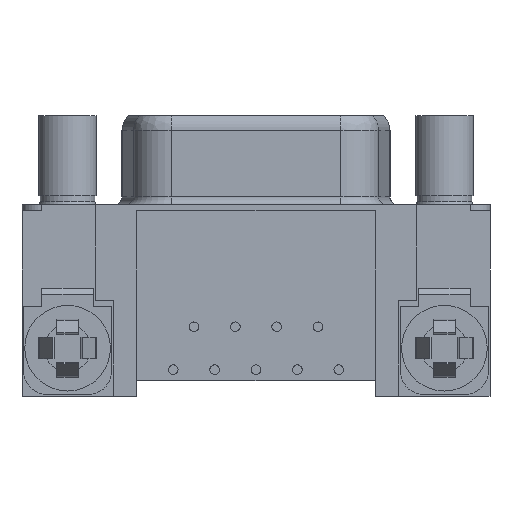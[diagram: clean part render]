
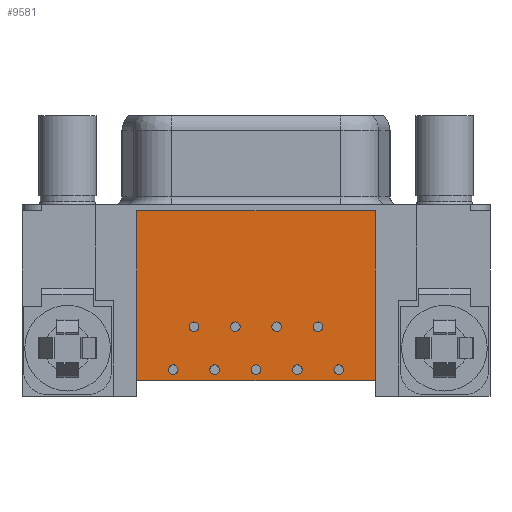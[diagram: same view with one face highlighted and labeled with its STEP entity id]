
A CAD part, front view. The second image highlights one B-rep face of the part: STEP entity #9581.
In plain terms, the highlighted planar face has unit normal (0, -1, 0).
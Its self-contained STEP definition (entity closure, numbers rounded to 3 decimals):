
#1729=DIRECTION('',(1.,0.,0.));
#1730=VECTOR('',#1729,15.799);
#1731=CARTESIAN_POINT('',(-7.899,-5.207,-17.587));
#1732=LINE('',#1731,#1730);
#1733=DIRECTION('',(0.,0.,-1.));
#1734=VECTOR('',#1733,11.278);
#1735=CARTESIAN_POINT('',(-7.899,-5.207,-6.309));
#1736=LINE('',#1735,#1734);
#1737=DIRECTION('',(-1.,0.,0.));
#1738=VECTOR('',#1737,15.799);
#1739=CARTESIAN_POINT('',(7.899,-5.207,-6.309));
#1740=LINE('',#1739,#1738);
#1741=DIRECTION('',(0.,0.,1.));
#1742=VECTOR('',#1741,11.278);
#1743=CARTESIAN_POINT('',(7.899,-5.207,-17.587));
#1744=LINE('',#1743,#1742);
#1745=CARTESIAN_POINT('',(-5.486,-5.207,-16.84));
#1746=DIRECTION('',(0.,-1.,0.));
#1747=DIRECTION('',(1.,0.,0.));
#1748=AXIS2_PLACEMENT_3D('',#1745,#1746,#1747);
#1750=CARTESIAN_POINT('',(-5.486,-5.207,-16.84));
#1751=DIRECTION('',(0.,-1.,0.));
#1752=DIRECTION('',(-1.,0.,0.));
#1753=AXIS2_PLACEMENT_3D('',#1750,#1751,#1752);
#1755=CARTESIAN_POINT('',(-2.743,-5.207,-16.84));
#1756=DIRECTION('',(0.,-1.,0.));
#1757=DIRECTION('',(1.,0.,0.));
#1758=AXIS2_PLACEMENT_3D('',#1755,#1756,#1757);
#1760=CARTESIAN_POINT('',(-2.743,-5.207,-16.84));
#1761=DIRECTION('',(0.,-1.,0.));
#1762=DIRECTION('',(-1.,0.,0.));
#1763=AXIS2_PLACEMENT_3D('',#1760,#1761,#1762);
#1765=CARTESIAN_POINT('',(0.,-5.207,-16.84));
#1766=DIRECTION('',(0.,-1.,0.));
#1767=DIRECTION('',(1.,0.,0.));
#1768=AXIS2_PLACEMENT_3D('',#1765,#1766,#1767);
#1770=CARTESIAN_POINT('',(0.,-5.207,-16.84));
#1771=DIRECTION('',(0.,-1.,0.));
#1772=DIRECTION('',(-1.,0.,0.));
#1773=AXIS2_PLACEMENT_3D('',#1770,#1771,#1772);
#1775=CARTESIAN_POINT('',(2.743,-5.207,-16.84));
#1776=DIRECTION('',(0.,-1.,0.));
#1777=DIRECTION('',(1.,0.,0.));
#1778=AXIS2_PLACEMENT_3D('',#1775,#1776,#1777);
#1780=CARTESIAN_POINT('',(2.743,-5.207,-16.84));
#1781=DIRECTION('',(0.,-1.,0.));
#1782=DIRECTION('',(-1.,0.,0.));
#1783=AXIS2_PLACEMENT_3D('',#1780,#1781,#1782);
#1785=CARTESIAN_POINT('',(5.486,-5.207,-16.84));
#1786=DIRECTION('',(0.,-1.,0.));
#1787=DIRECTION('',(1.,0.,0.));
#1788=AXIS2_PLACEMENT_3D('',#1785,#1786,#1787);
#1790=CARTESIAN_POINT('',(5.486,-5.207,-16.84));
#1791=DIRECTION('',(0.,-1.,0.));
#1792=DIRECTION('',(-1.,0.,0.));
#1793=AXIS2_PLACEMENT_3D('',#1790,#1791,#1792);
#1795=CARTESIAN_POINT('',(-4.115,-5.207,-13.995));
#1796=DIRECTION('',(0.,-1.,0.));
#1797=DIRECTION('',(1.,0.,0.));
#1798=AXIS2_PLACEMENT_3D('',#1795,#1796,#1797);
#1800=CARTESIAN_POINT('',(-4.115,-5.207,-13.995));
#1801=DIRECTION('',(0.,-1.,0.));
#1802=DIRECTION('',(-1.,0.,0.));
#1803=AXIS2_PLACEMENT_3D('',#1800,#1801,#1802);
#1805=CARTESIAN_POINT('',(-1.372,-5.207,-13.995));
#1806=DIRECTION('',(0.,-1.,0.));
#1807=DIRECTION('',(1.,0.,0.));
#1808=AXIS2_PLACEMENT_3D('',#1805,#1806,#1807);
#1810=CARTESIAN_POINT('',(-1.372,-5.207,-13.995));
#1811=DIRECTION('',(0.,-1.,0.));
#1812=DIRECTION('',(-1.,0.,0.));
#1813=AXIS2_PLACEMENT_3D('',#1810,#1811,#1812);
#1815=CARTESIAN_POINT('',(1.372,-5.207,-13.995));
#1816=DIRECTION('',(0.,-1.,0.));
#1817=DIRECTION('',(1.,0.,0.));
#1818=AXIS2_PLACEMENT_3D('',#1815,#1816,#1817);
#1820=CARTESIAN_POINT('',(1.372,-5.207,-13.995));
#1821=DIRECTION('',(0.,-1.,0.));
#1822=DIRECTION('',(-1.,0.,0.));
#1823=AXIS2_PLACEMENT_3D('',#1820,#1821,#1822);
#1825=CARTESIAN_POINT('',(4.115,-5.207,-13.995));
#1826=DIRECTION('',(0.,-1.,0.));
#1827=DIRECTION('',(1.,0.,0.));
#1828=AXIS2_PLACEMENT_3D('',#1825,#1826,#1827);
#1830=CARTESIAN_POINT('',(4.115,-5.207,-13.995));
#1831=DIRECTION('',(0.,-1.,0.));
#1832=DIRECTION('',(-1.,0.,0.));
#1833=AXIS2_PLACEMENT_3D('',#1830,#1831,#1832);
#5842=CARTESIAN_POINT('',(7.899,-5.207,-6.309));
#5843=CARTESIAN_POINT('',(-7.899,-5.207,-6.309));
#5844=VERTEX_POINT('',#5842);
#5845=VERTEX_POINT('',#5843);
#6016=CARTESIAN_POINT('',(-5.169,-5.207,-16.84));
#6017=CARTESIAN_POINT('',(-5.804,-5.207,-16.84));
#6018=VERTEX_POINT('',#6016);
#6019=VERTEX_POINT('',#6017);
#6420=CARTESIAN_POINT('',(-7.899,-5.207,-17.587));
#6421=CARTESIAN_POINT('',(7.899,-5.207,-17.587));
#6422=VERTEX_POINT('',#6420);
#6423=VERTEX_POINT('',#6421);
#6632=CARTESIAN_POINT('',(-3.797,-5.207,-13.995));
#6633=CARTESIAN_POINT('',(-4.432,-5.207,-13.995));
#6634=VERTEX_POINT('',#6632);
#6635=VERTEX_POINT('',#6633);
#6830=CARTESIAN_POINT('',(-2.426,-5.207,-16.84));
#6831=CARTESIAN_POINT('',(-3.061,-5.207,-16.84));
#6832=VERTEX_POINT('',#6830);
#6833=VERTEX_POINT('',#6831);
#6838=CARTESIAN_POINT('',(0.318,-5.207,-16.84));
#6839=CARTESIAN_POINT('',(-0.318,-5.207,-16.84));
#6840=VERTEX_POINT('',#6838);
#6841=VERTEX_POINT('',#6839);
#6846=CARTESIAN_POINT('',(3.061,-5.207,-16.84));
#6847=CARTESIAN_POINT('',(2.426,-5.207,-16.84));
#6848=VERTEX_POINT('',#6846);
#6849=VERTEX_POINT('',#6847);
#6854=CARTESIAN_POINT('',(5.804,-5.207,-16.84));
#6855=CARTESIAN_POINT('',(5.169,-5.207,-16.84));
#6856=VERTEX_POINT('',#6854);
#6857=VERTEX_POINT('',#6855);
#6862=CARTESIAN_POINT('',(-1.054,-5.207,-13.995));
#6863=CARTESIAN_POINT('',(-1.689,-5.207,-13.995));
#6864=VERTEX_POINT('',#6862);
#6865=VERTEX_POINT('',#6863);
#6870=CARTESIAN_POINT('',(1.689,-5.207,-13.995));
#6871=CARTESIAN_POINT('',(1.054,-5.207,-13.995));
#6872=VERTEX_POINT('',#6870);
#6873=VERTEX_POINT('',#6871);
#6878=CARTESIAN_POINT('',(4.432,-5.207,-13.995));
#6879=CARTESIAN_POINT('',(3.797,-5.207,-13.995));
#6880=VERTEX_POINT('',#6878);
#6881=VERTEX_POINT('',#6879);
#9515=CARTESIAN_POINT('',(-15.519,-5.207,0.));
#9516=DIRECTION('',(0.,-1.,0.));
#9517=DIRECTION('',(0.,0.,-1.));
#9518=AXIS2_PLACEMENT_3D('',#9515,#9516,#9517);
#9519=PLANE('',#9518);
#9520=ORIENTED_EDGE('',*,*,#8408,.F.);
#9521=ORIENTED_EDGE('',*,*,#8432,.F.);
#9523=ORIENTED_EDGE('',*,*,#9522,.F.);
#9524=ORIENTED_EDGE('',*,*,#9505,.F.);
#9525=EDGE_LOOP('',(#9520,#9521,#9523,#9524));
#9526=FACE_OUTER_BOUND('',#9525,.F.);
#9528=ORIENTED_EDGE('',*,*,#9527,.T.);
#9530=ORIENTED_EDGE('',*,*,#9529,.T.);
#9531=EDGE_LOOP('',(#9528,#9530));
#9532=FACE_BOUND('',#9531,.F.);
#9534=ORIENTED_EDGE('',*,*,#9533,.T.);
#9536=ORIENTED_EDGE('',*,*,#9535,.T.);
#9537=EDGE_LOOP('',(#9534,#9536));
#9538=FACE_BOUND('',#9537,.F.);
#9540=ORIENTED_EDGE('',*,*,#9539,.T.);
#9542=ORIENTED_EDGE('',*,*,#9541,.T.);
#9543=EDGE_LOOP('',(#9540,#9542));
#9544=FACE_BOUND('',#9543,.F.);
#9546=ORIENTED_EDGE('',*,*,#9545,.T.);
#9548=ORIENTED_EDGE('',*,*,#9547,.T.);
#9549=EDGE_LOOP('',(#9546,#9548));
#9550=FACE_BOUND('',#9549,.F.);
#9552=ORIENTED_EDGE('',*,*,#9551,.T.);
#9554=ORIENTED_EDGE('',*,*,#9553,.T.);
#9555=EDGE_LOOP('',(#9552,#9554));
#9556=FACE_BOUND('',#9555,.F.);
#9558=ORIENTED_EDGE('',*,*,#9557,.T.);
#9560=ORIENTED_EDGE('',*,*,#9559,.T.);
#9561=EDGE_LOOP('',(#9558,#9560));
#9562=FACE_BOUND('',#9561,.F.);
#9564=ORIENTED_EDGE('',*,*,#9563,.T.);
#9566=ORIENTED_EDGE('',*,*,#9565,.T.);
#9567=EDGE_LOOP('',(#9564,#9566));
#9568=FACE_BOUND('',#9567,.F.);
#9570=ORIENTED_EDGE('',*,*,#9569,.T.);
#9572=ORIENTED_EDGE('',*,*,#9571,.T.);
#9573=EDGE_LOOP('',(#9570,#9572));
#9574=FACE_BOUND('',#9573,.F.);
#9576=ORIENTED_EDGE('',*,*,#9575,.T.);
#9578=ORIENTED_EDGE('',*,*,#9577,.T.);
#9579=EDGE_LOOP('',(#9576,#9578));
#9580=FACE_BOUND('',#9579,.F.);
#9581=ADVANCED_FACE('',(#9526,#9532,#9538,#9544,#9550,#9556,#9562,#9568,#9574,
#9580),#9519,.T.);
#1749=CIRCLE('',#1748,0.318);
#1754=CIRCLE('',#1753,0.318);
#1759=CIRCLE('',#1758,0.318);
#1764=CIRCLE('',#1763,0.318);
#1769=CIRCLE('',#1768,0.318);
#1774=CIRCLE('',#1773,0.318);
#1779=CIRCLE('',#1778,0.318);
#1784=CIRCLE('',#1783,0.318);
#1789=CIRCLE('',#1788,0.318);
#1794=CIRCLE('',#1793,0.318);
#1799=CIRCLE('',#1798,0.318);
#1804=CIRCLE('',#1803,0.318);
#1809=CIRCLE('',#1808,0.318);
#1814=CIRCLE('',#1813,0.318);
#1819=CIRCLE('',#1818,0.318);
#1824=CIRCLE('',#1823,0.318);
#1829=CIRCLE('',#1828,0.318);
#1834=CIRCLE('',#1833,0.318);
#8408=EDGE_CURVE('',#6422,#6423,#1732,.T.);
#8432=EDGE_CURVE('',#5845,#6422,#1736,.T.);
#9505=EDGE_CURVE('',#6423,#5844,#1744,.T.);
#9522=EDGE_CURVE('',#5844,#5845,#1740,.T.);
#9527=EDGE_CURVE('',#6018,#6019,#1749,.T.);
#9529=EDGE_CURVE('',#6019,#6018,#1754,.T.);
#9533=EDGE_CURVE('',#6832,#6833,#1759,.T.);
#9535=EDGE_CURVE('',#6833,#6832,#1764,.T.);
#9539=EDGE_CURVE('',#6840,#6841,#1769,.T.);
#9541=EDGE_CURVE('',#6841,#6840,#1774,.T.);
#9545=EDGE_CURVE('',#6848,#6849,#1779,.T.);
#9547=EDGE_CURVE('',#6849,#6848,#1784,.T.);
#9551=EDGE_CURVE('',#6856,#6857,#1789,.T.);
#9553=EDGE_CURVE('',#6857,#6856,#1794,.T.);
#9557=EDGE_CURVE('',#6634,#6635,#1799,.T.);
#9559=EDGE_CURVE('',#6635,#6634,#1804,.T.);
#9563=EDGE_CURVE('',#6864,#6865,#1809,.T.);
#9565=EDGE_CURVE('',#6865,#6864,#1814,.T.);
#9569=EDGE_CURVE('',#6872,#6873,#1819,.T.);
#9571=EDGE_CURVE('',#6873,#6872,#1824,.T.);
#9575=EDGE_CURVE('',#6880,#6881,#1829,.T.);
#9577=EDGE_CURVE('',#6881,#6880,#1834,.T.);
